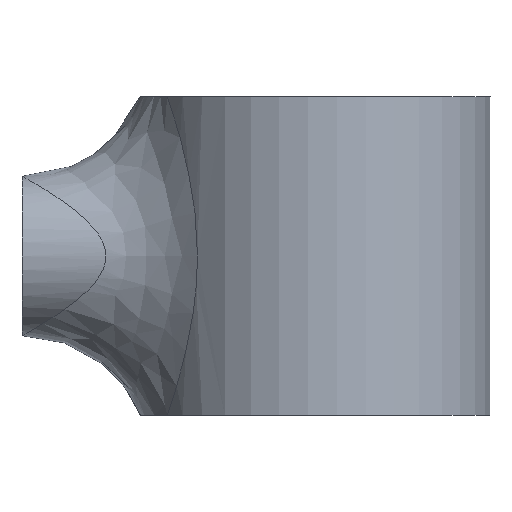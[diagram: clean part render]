
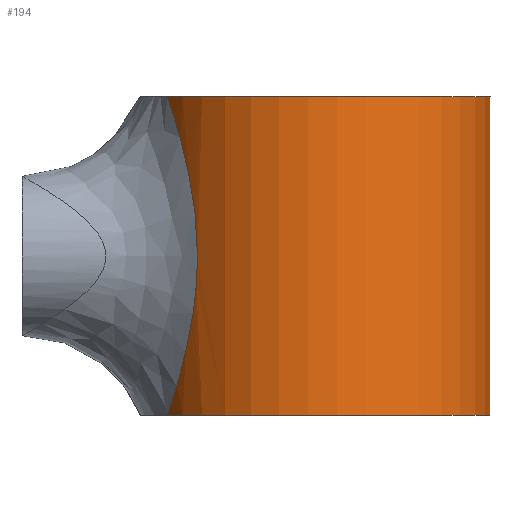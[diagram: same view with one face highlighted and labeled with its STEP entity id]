
A CAD part, front view. The second image highlights one B-rep face of the part: STEP entity #194.
In plain terms, the highlighted cylindrical face has radius 10.7 mm (diameter 21.4 mm), a partial arc.
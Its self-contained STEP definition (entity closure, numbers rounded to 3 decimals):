
#29=CYLINDRICAL_SURFACE('',#219,10.7);
#37=FACE_OUTER_BOUND('',#48,.T.);
#48=EDGE_LOOP('',(#146,#147,#148,#149,#150));
#62=CIRCLE('',#220,10.7);
#63=CIRCLE('',#221,10.7);
#70=B_SPLINE_CURVE_WITH_KNOTS('',3,(#456,#457,#458,#459,#460,#461,#462,
#463,#464,#465,#466,#467),.UNSPECIFIED.,.F.,.F.,(4,2,2,2,2,4),(-0.432,
-0.327,-0.211,-0.132,-0.052,
0.),.UNSPECIFIED.);
#76=B_SPLINE_CURVE_WITH_KNOTS('',3,(#527,#528,#529,#530,#531,#532),
 .UNSPECIFIED.,.F.,.F.,(4,1,1,4),(-3.066,-2.957,-2.847,
-2.635),.UNSPECIFIED.);
#78=B_SPLINE_CURVE_WITH_KNOTS('',3,(#552,#553,#554,#555,#556,#557,#558,
#559,#560,#561,#562,#563,#564,#565,#566,#567),.UNSPECIFIED.,.F.,.F.,(4,
2,2,2,2,2,2,4),(-1.965,-1.893,-1.745,-1.566,
-1.507,-1.359,-1.153,-1.101),
 .UNSPECIFIED.);
#86=VERTEX_POINT('',#435);
#87=VERTEX_POINT('',#436);
#88=VERTEX_POINT('',#455);
#94=VERTEX_POINT('',#526);
#95=VERTEX_POINT('',#533);
#106=EDGE_CURVE('',#86,#88,#70,.T.);
#113=EDGE_CURVE('',#88,#94,#76,.T.);
#115=EDGE_CURVE('',#95,#87,#78,.T.);
#116=EDGE_CURVE('',#94,#95,#62,.T.);
#117=EDGE_CURVE('',#86,#87,#63,.T.);
#146=ORIENTED_EDGE('',*,*,#115,.F.);
#147=ORIENTED_EDGE('',*,*,#116,.F.);
#148=ORIENTED_EDGE('',*,*,#113,.F.);
#149=ORIENTED_EDGE('',*,*,#106,.F.);
#150=ORIENTED_EDGE('',*,*,#117,.T.);
#194=ADVANCED_FACE('',(#37),#29,.T.);
#219=AXIS2_PLACEMENT_3D('',#568,#240,#241);
#220=AXIS2_PLACEMENT_3D('',#569,#242,#243);
#221=AXIS2_PLACEMENT_3D('',#570,#244,#245);
#240=DIRECTION('center_axis',(0.,0.,1.));
#241=DIRECTION('ref_axis',(1.,0.,0.));
#242=DIRECTION('center_axis',(0.,0.,1.));
#243=DIRECTION('ref_axis',(1.,0.,0.));
#244=DIRECTION('center_axis',(0.,0.,1.));
#245=DIRECTION('ref_axis',(1.,0.,0.));
#435=CARTESIAN_POINT('',(90.414,95.247,0.));
#436=CARTESIAN_POINT('',(90.414,104.753,0.));
#455=CARTESIAN_POINT('',(92.309,92.561,10.));
#456=CARTESIAN_POINT('Ctrl Pts',(90.414,95.247,0.));
#457=CARTESIAN_POINT('Ctrl Pts',(90.611,94.848,0.579));
#458=CARTESIAN_POINT('Ctrl Pts',(90.822,94.487,1.226));
#459=CARTESIAN_POINT('Ctrl Pts',(91.259,93.815,2.71));
#460=CARTESIAN_POINT('Ctrl Pts',(91.485,93.513,3.56));
#461=CARTESIAN_POINT('Ctrl Pts',(91.82,93.099,5.099));
#462=CARTESIAN_POINT('Ctrl Pts',(91.943,92.958,5.754));
#463=CARTESIAN_POINT('Ctrl Pts',(92.143,92.735,7.122));
#464=CARTESIAN_POINT('Ctrl Pts',(92.221,92.653,7.837));
#465=CARTESIAN_POINT('Ctrl Pts',(92.294,92.577,9.039));
#466=CARTESIAN_POINT('Ctrl Pts',(92.309,92.561,9.52));
#467=CARTESIAN_POINT('Ctrl Pts',(92.309,92.561,10.));
#526=CARTESIAN_POINT('',(90.414,95.247,20.));
#527=CARTESIAN_POINT('Ctrl Pts',(92.309,92.561,10.));
#528=CARTESIAN_POINT('Ctrl Pts',(92.309,92.561,11.011));
#529=CARTESIAN_POINT('Ctrl Pts',(92.172,92.699,13.03));
#530=CARTESIAN_POINT('Ctrl Pts',(91.502,93.451,16.641));
#531=CARTESIAN_POINT('Ctrl Pts',(90.815,94.438,18.828));
#532=CARTESIAN_POINT('Ctrl Pts',(90.414,95.247,19.999));
#533=CARTESIAN_POINT('',(90.414,104.753,20.));
#552=CARTESIAN_POINT('Ctrl Pts',(90.414,104.753,20.));
#553=CARTESIAN_POINT('Ctrl Pts',(90.549,105.026,19.604));
#554=CARTESIAN_POINT('Ctrl Pts',(90.689,105.28,19.177));
#555=CARTESIAN_POINT('Ctrl Pts',(91.124,106.003,17.781));
#556=CARTESIAN_POINT('Ctrl Pts',(91.423,106.411,16.72));
#557=CARTESIAN_POINT('Ctrl Pts',(91.987,107.107,14.14));
#558=CARTESIAN_POINT('Ctrl Pts',(92.227,107.354,12.558));
#559=CARTESIAN_POINT('Ctrl Pts',(92.312,107.442,10.373));
#560=CARTESIAN_POINT('Ctrl Pts',(92.314,107.444,9.826));
#561=CARTESIAN_POINT('Ctrl Pts',(92.256,107.384,7.915));
#562=CARTESIAN_POINT('Ctrl Pts',(92.091,107.215,6.578));
#563=CARTESIAN_POINT('Ctrl Pts',(91.545,106.576,3.66));
#564=CARTESIAN_POINT('Ctrl Pts',(91.117,106.02,2.164));
#565=CARTESIAN_POINT('Ctrl Pts',(90.612,105.138,0.588));
#566=CARTESIAN_POINT('Ctrl Pts',(90.511,104.95,0.286));
#567=CARTESIAN_POINT('Ctrl Pts',(90.414,104.753,0.));
#568=CARTESIAN_POINT('Origin',(100.,100.,0.));
#569=CARTESIAN_POINT('Origin',(100.,100.,20.));
#570=CARTESIAN_POINT('Origin',(100.,100.,0.));
